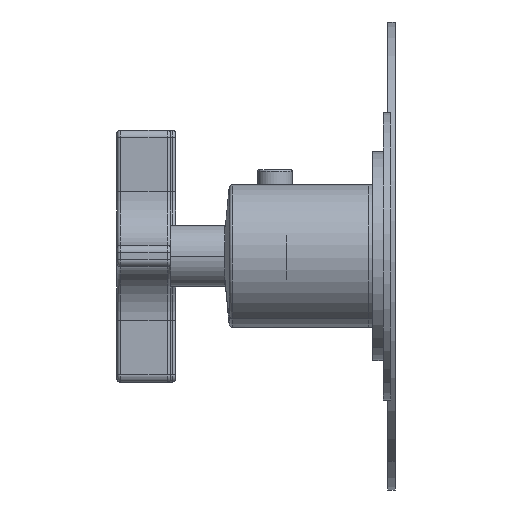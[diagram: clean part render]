
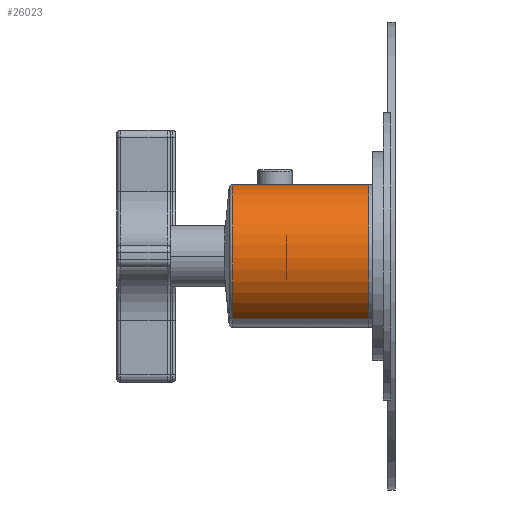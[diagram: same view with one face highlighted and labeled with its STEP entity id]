
A CAD part, left-side view. The second image highlights one B-rep face of the part: STEP entity #26023.
In plain terms, the highlighted cylindrical face has radius 19.85 mm (diameter 39.7 mm), a partial arc.
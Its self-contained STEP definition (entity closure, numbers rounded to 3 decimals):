
#25984=CARTESIAN_POINT('Axis2P3D Location',(-385.,22.25,-0.035)) ;
#25989=CARTESIAN_POINT('Line Origine',(-394.517,21.604,-17.455)) ;
#25993=CARTESIAN_POINT('Vertex',(-394.517,40.093,-17.455)) ;
#25995=CARTESIAN_POINT('Vertex',(-394.517,2.25,-17.455)) ;
#25998=CARTESIAN_POINT('Axis2P3D Location',(-385.,2.25,-0.035)) ;
#26002=CARTESIAN_POINT('Vertex',(-375.483,2.25,17.385)) ;
#26005=CARTESIAN_POINT('Line Origine',(-375.483,21.604,17.385)) ;
#26009=CARTESIAN_POINT('Vertex',(-375.483,40.093,17.385)) ;
#26012=CARTESIAN_POINT('Axis2P3D Location',(-385.,40.093,-0.035)) ;
#25991=VECTOR('Line Direction',#25990,1.) ;
#26007=VECTOR('Line Direction',#26006,1.) ;
#25985=DIRECTION('Axis2P3D Direction',(-0.,1.,0.)) ;
#25986=DIRECTION('Axis2P3D XDirection',(0.479,0.,0.878)) ;
#25990=DIRECTION('Vector Direction',(0.,1.,0.)) ;
#25999=DIRECTION('Axis2P3D Direction',(-0.,1.,0.)) ;
#26006=DIRECTION('Vector Direction',(0.,1.,0.)) ;
#26013=DIRECTION('Axis2P3D Direction',(-0.,1.,0.)) ;
#25987=AXIS2_PLACEMENT_3D('Cylinder Axis2P3D',#25984,#25985,#25986) ;
#26000=AXIS2_PLACEMENT_3D('Circle Axis2P3D',#25998,#25999,$) ;
#26014=AXIS2_PLACEMENT_3D('Circle Axis2P3D',#26012,#26013,$) ;
#25992=LINE('Line',#25989,#25991) ;
#26008=LINE('Line',#26005,#26007) ;
#26001=CIRCLE('generated circle',#26000,19.85) ;
#26015=CIRCLE('generated circle',#26014,19.85) ;
#25988=CYLINDRICAL_SURFACE('generated cylinder',#25987,19.85) ;
#25997=EDGE_CURVE('',#25994,#25996,#25992,.F.) ;
#26004=EDGE_CURVE('',#25996,#26003,#26001,.T.) ;
#26011=EDGE_CURVE('',#26010,#26003,#26008,.F.) ;
#26016=EDGE_CURVE('',#25994,#26010,#26015,.T.) ;
#26018=ORIENTED_EDGE('',*,*,#25997,.T.) ;
#26019=ORIENTED_EDGE('',*,*,#26004,.T.) ;
#26020=ORIENTED_EDGE('',*,*,#26011,.F.) ;
#26021=ORIENTED_EDGE('',*,*,#26016,.F.) ;
#26017=EDGE_LOOP('',(#26018,#26019,#26020,#26021)) ;
#25994=VERTEX_POINT('',#25993) ;
#25996=VERTEX_POINT('',#25995) ;
#26003=VERTEX_POINT('',#26002) ;
#26010=VERTEX_POINT('',#26009) ;
#26023=ADVANCED_FACE('Devia GS.3\\PCM.38.t1.1\\PartBody',(#26022),#25988,.T.) ;
#26022=FACE_OUTER_BOUND('',#26017,.T.) ;
